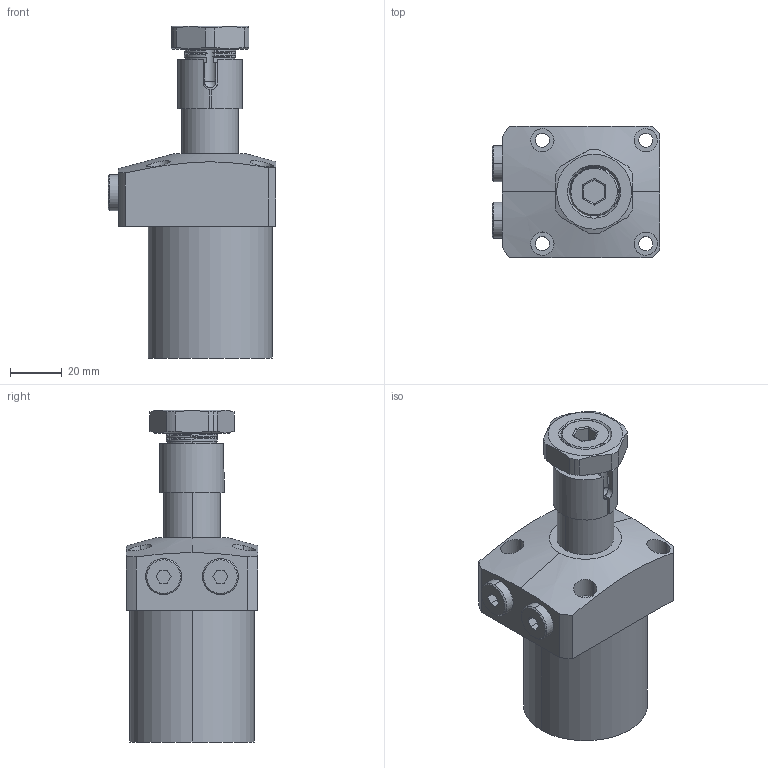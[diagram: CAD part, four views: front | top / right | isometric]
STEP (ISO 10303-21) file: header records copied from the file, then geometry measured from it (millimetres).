
FILE_DESCRIPTION (( 'STEP AP203' ), '1' );
FILE_NAME ('CHA-048SRX90G.STEP', '2019-12-06T08:33:49', ( '' ), ( '' ), 'SwSTEP 2.0', 'SolidWorks 2017', '' );
FILE_SCHEMA (( 'CONFIG_CONTROL_DESIGN' ));
Length unit declared in the file: millimetre
Products named in the file (6): CHA-048S袪杶; CHA-048S活塞杆; CHA-048蹟譫_1; CHA-048SRX90G; CHA-048掛极; G1-8黑芛
Assembly tree (6 placements, depth 2):
  CHA-048SRX90G
    CHA-048掛极
    G1-8黑芛  x2
    CHA-048S袪杶
    CHA-048S活塞杆
    CHA-048蹟譫_1
Bounding box: 65 x 51 x 128.5 mm (x, y, z)
Volume: 177296.5 mm3; surface area: 43470.8 mm2
Topology: 6 solids, 6 shells, 263 faces, 687 edges, 450 vertices
Faces by surface type: cylinder 141, plane 68, cone 29, bspline 22, torus 3
Entity records: 15692 total; most frequent: CARTESIAN_POINT 10033, ORIENTED_EDGE 1160, DIRECTION 916, EDGE_CURVE 580, VERTEX_POINT 380, AXIS2_PLACEMENT_3D 351, EDGE_LOOP 250, ADVANCED_FACE 223
